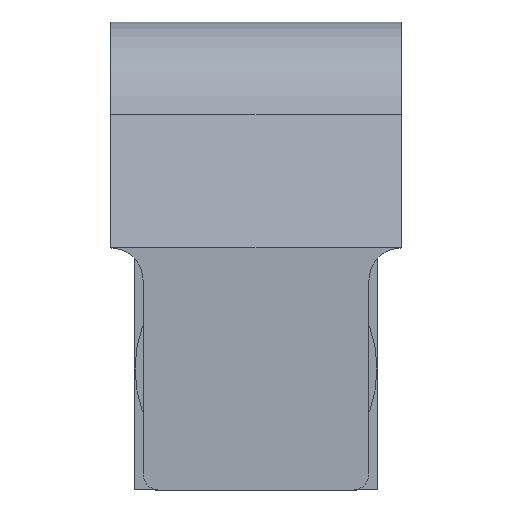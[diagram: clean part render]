
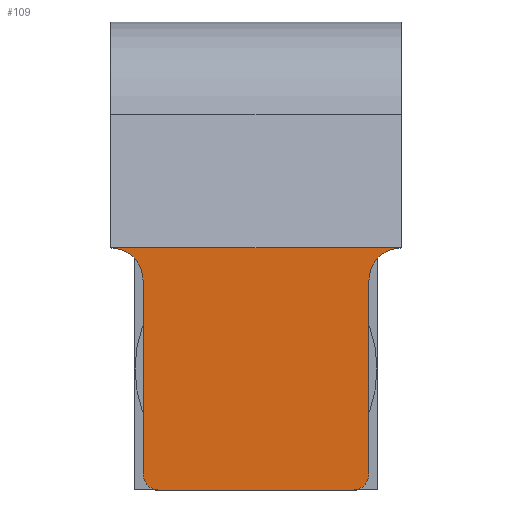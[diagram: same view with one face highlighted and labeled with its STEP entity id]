
A CAD part, front view. The second image highlights one B-rep face of the part: STEP entity #109.
In plain terms, the highlighted planar face has unit normal (0, -1, 0).
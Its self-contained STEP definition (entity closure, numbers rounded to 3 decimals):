
#32 = CARTESIAN_POINT ( 'NONE',  ( -60., -85., -220. ) ) ;
#54 = CARTESIAN_POINT ( 'NONE',  ( 90., -85., -70. ) ) ;
#60 = CARTESIAN_POINT ( 'NONE',  ( 70., -85., -70. ) ) ;
#79 = ORIENTED_EDGE ( 'NONE', *, *, #1544, .T. ) ;
#109 = ADVANCED_FACE ( 'NONE', ( #529 ), #1375, .F. ) ;
#118 = VERTEX_POINT ( 'NONE', #1245 ) ;
#171 = CIRCLE ( 'NONE', #329, 10. ) ;
#177 = ORIENTED_EDGE ( 'NONE', *, *, #459, .F. ) ;
#179 = DIRECTION ( 'NONE',  ( 0., 0., 1. ) ) ;
#190 = ORIENTED_EDGE ( 'NONE', *, *, #272, .F. ) ;
#195 = DIRECTION ( 'NONE',  ( 0., 0., -1. ) ) ;
#208 = AXIS2_PLACEMENT_3D ( 'NONE', #439, #549, #179 ) ;
#233 = DIRECTION ( 'NONE',  ( 0., 0., 1. ) ) ;
#253 = EDGE_CURVE ( 'NONE', #1351, #118, #260, .T. ) ;
#260 = CIRCLE ( 'NONE', #208, 20. ) ;
#272 = EDGE_CURVE ( 'NONE', #1351, #300, #683, .T. ) ;
#300 = VERTEX_POINT ( 'NONE', #54 ) ;
#301 = AXIS2_PLACEMENT_3D ( 'NONE', #348, #1613, #233 ) ;
#306 = CARTESIAN_POINT ( 'NONE',  ( 70., -85., -90. ) ) ;
#321 = EDGE_CURVE ( 'NONE', #706, #885, #808, .T. ) ;
#328 = AXIS2_PLACEMENT_3D ( 'NONE', #513, #756, #666 ) ;
#329 = AXIS2_PLACEMENT_3D ( 'NONE', #1622, #996, #840 ) ;
#348 = CARTESIAN_POINT ( 'NONE',  ( 90., -85., -90. ) ) ;
#350 = CARTESIAN_POINT ( 'NONE',  ( 70., -85., -220. ) ) ;
#379 = EDGE_CURVE ( 'NONE', #598, #648, #1366, .T. ) ;
#410 = CARTESIAN_POINT ( 'NONE',  ( 0., -85., -145. ) ) ;
#439 = CARTESIAN_POINT ( 'NONE',  ( -90., -85., -90. ) ) ;
#458 = CIRCLE ( 'NONE', #328, 10. ) ;
#459 = EDGE_CURVE ( 'NONE', #672, #118, #1360, .T. ) ;
#492 = DIRECTION ( 'NONE',  ( -1., 0., 0. ) ) ;
#513 = CARTESIAN_POINT ( 'NONE',  ( 60., -85., -210. ) ) ;
#529 = FACE_OUTER_BOUND ( 'NONE', #1528, .T. ) ;
#549 = DIRECTION ( 'NONE',  ( 0., 1., 0. ) ) ;
#593 = ORIENTED_EDGE ( 'NONE', *, *, #379, .F. ) ;
#598 = VERTEX_POINT ( 'NONE', #786 ) ;
#606 = EDGE_CURVE ( 'NONE', #598, #885, #458, .T. ) ;
#648 = VERTEX_POINT ( 'NONE', #32 ) ;
#666 = DIRECTION ( 'NONE',  ( 0., 0., 1. ) ) ;
#672 = VERTEX_POINT ( 'NONE', #1410 ) ;
#683 = LINE ( 'NONE', #60, #1171 ) ;
#706 = VERTEX_POINT ( 'NONE', #306 ) ;
#745 = DIRECTION ( 'NONE',  ( 0., 0., 1. ) ) ;
#749 = ORIENTED_EDGE ( 'NONE', *, *, #321, .F. ) ;
#756 = DIRECTION ( 'NONE',  ( 0., -1., 0. ) ) ;
#786 = CARTESIAN_POINT ( 'NONE',  ( 60., -85., -220. ) ) ;
#797 = CARTESIAN_POINT ( 'NONE',  ( -90., -85., -70. ) ) ;
#808 = LINE ( 'NONE', #1324, #889 ) ;
#840 = DIRECTION ( 'NONE',  ( 0., 0., 1. ) ) ;
#885 = VERTEX_POINT ( 'NONE', #1620 ) ;
#889 = VECTOR ( 'NONE', #195, 1000. ) ;
#996 = DIRECTION ( 'NONE',  ( 0., -1., 0. ) ) ;
#1006 = CIRCLE ( 'NONE', #301, 20. ) ;
#1016 = VECTOR ( 'NONE', #492, 1000. ) ;
#1116 = VECTOR ( 'NONE', #1490, 1000. ) ;
#1171 = VECTOR ( 'NONE', #1175, 1000. ) ;
#1175 = DIRECTION ( 'NONE',  ( 1., 0., 0. ) ) ;
#1245 = CARTESIAN_POINT ( 'NONE',  ( -70., -85., -90. ) ) ;
#1301 = AXIS2_PLACEMENT_3D ( 'NONE', #410, #1408, #745 ) ;
#1302 = ORIENTED_EDGE ( 'NONE', *, *, #1423, .T. ) ;
#1324 = CARTESIAN_POINT ( 'NONE',  ( 70., -85., -70. ) ) ;
#1351 = VERTEX_POINT ( 'NONE', #797 ) ;
#1360 = LINE ( 'NONE', #1623, #1116 ) ;
#1366 = LINE ( 'NONE', #350, #1016 ) ;
#1375 = PLANE ( 'NONE',  #1301 ) ;
#1408 = DIRECTION ( 'NONE',  ( 0., 1., 0. ) ) ;
#1410 = CARTESIAN_POINT ( 'NONE',  ( -70., -85., -210. ) ) ;
#1423 = EDGE_CURVE ( 'NONE', #706, #300, #1006, .T. ) ;
#1425 = ORIENTED_EDGE ( 'NONE', *, *, #606, .T. ) ;
#1444 = ORIENTED_EDGE ( 'NONE', *, *, #253, .T. ) ;
#1490 = DIRECTION ( 'NONE',  ( 0., 0., 1. ) ) ;
#1528 = EDGE_LOOP ( 'NONE', ( #177, #79, #593, #1425, #749, #1302, #190, #1444 ) ) ;
#1544 = EDGE_CURVE ( 'NONE', #672, #648, #171, .T. ) ;
#1613 = DIRECTION ( 'NONE',  ( 0., 1., 0. ) ) ;
#1620 = CARTESIAN_POINT ( 'NONE',  ( 70., -85., -210. ) ) ;
#1622 = CARTESIAN_POINT ( 'NONE',  ( -60., -85., -210. ) ) ;
#1623 = CARTESIAN_POINT ( 'NONE',  ( -70., -85., -70. ) ) ;
